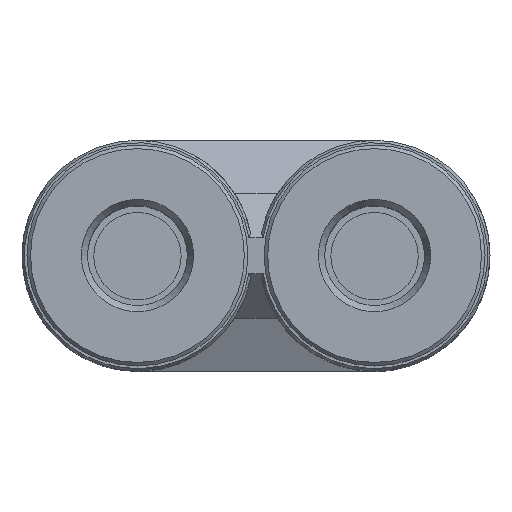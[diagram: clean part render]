
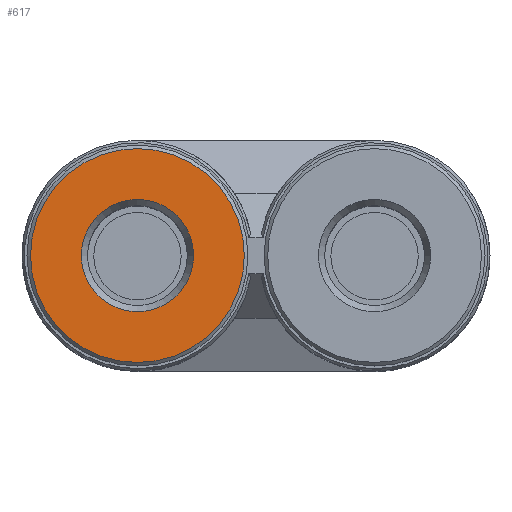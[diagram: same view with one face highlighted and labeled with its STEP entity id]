
A CAD part, top view. The second image highlights one B-rep face of the part: STEP entity #617.
In plain terms, the highlighted planar face has unit normal (0, 0, 1).
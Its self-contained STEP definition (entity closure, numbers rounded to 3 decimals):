
#53=CIRCLE('',#698,4.284);
#54=CIRCLE('',#699,2.25);
#188=ORIENTED_EDGE('',*,*,#312,.F.);
#189=ORIENTED_EDGE('',*,*,#313,.T.);
#312=EDGE_CURVE('',#374,#374,#53,.T.);
#313=EDGE_CURVE('',#375,#375,#54,.T.);
#374=VERTEX_POINT('',#1095);
#375=VERTEX_POINT('',#1097);
#425=EDGE_LOOP('',(#188));
#426=EDGE_LOOP('',(#189));
#511=FACE_BOUND('',#425,.T.);
#512=FACE_BOUND('',#426,.T.);
#593=PLANE('',#697);
#617=ADVANCED_FACE('',(#511,#512),#593,.F.);
#697=AXIS2_PLACEMENT_3D('',#1093,#845,#846);
#698=AXIS2_PLACEMENT_3D('',#1094,#847,#848);
#699=AXIS2_PLACEMENT_3D('',#1096,#849,#850);
#845=DIRECTION('',(0.,0.,-1.));
#846=DIRECTION('',(-1.,0.,0.));
#847=DIRECTION('',(0.,0.,-1.));
#848=DIRECTION('',(-1.,0.,0.));
#849=DIRECTION('',(0.,0.,-1.));
#850=DIRECTION('',(-1.,0.,0.));
#1093=CARTESIAN_POINT('',(-4.75,0.,13.3));
#1094=CARTESIAN_POINT('',(-4.75,0.,13.3));
#1095=CARTESIAN_POINT('',(-9.034,0.,13.3));
#1096=CARTESIAN_POINT('',(-4.75,0.,13.3));
#1097=CARTESIAN_POINT('',(-7.,0.,13.3));
